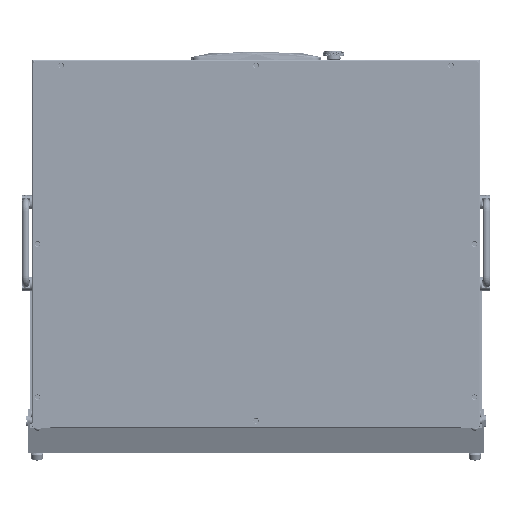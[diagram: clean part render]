
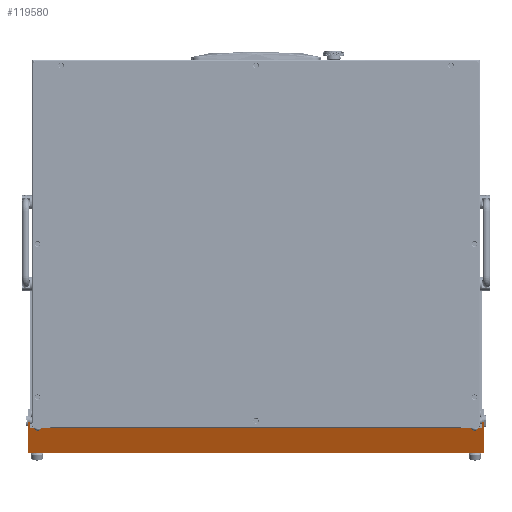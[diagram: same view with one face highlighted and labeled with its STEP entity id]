
A CAD part, front view. The second image highlights one B-rep face of the part: STEP entity #119580.
In plain terms, the highlighted face is planar.
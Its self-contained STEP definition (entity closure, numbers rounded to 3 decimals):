
#556 = DIRECTION ( 'NONE',  ( -1., 0., 0. ) ) ;
#10142 = VECTOR ( 'NONE', #138447, 1000. ) ;
#18339 = ORIENTED_EDGE ( 'NONE', *, *, #187890, .F. ) ;
#19327 = CARTESIAN_POINT ( 'NONE',  ( 279.5, -8., -228. ) ) ;
#22999 = VECTOR ( 'NONE', #188490, 1000. ) ;
#24812 = DIRECTION ( 'NONE',  ( 0., -1., 0. ) ) ;
#26747 = EDGE_CURVE ( 'NONE', #28448, #53996, #39333, .T. ) ;
#28448 = VERTEX_POINT ( 'NONE', #162375 ) ;
#29514 = VECTOR ( 'NONE', #73115, 1000. ) ;
#36145 = VECTOR ( 'NONE', #232263, 1000. ) ;
#36176 = DIRECTION ( 'NONE',  ( 0., 1., 0. ) ) ;
#39333 = LINE ( 'NONE', #19327, #162064 ) ;
#41319 = LINE ( 'NONE', #131770, #128699 ) ;
#45573 = VERTEX_POINT ( 'NONE', #180395 ) ;
#49588 = VECTOR ( 'NONE', #110345, 1000. ) ;
#51495 = CARTESIAN_POINT ( 'NONE',  ( 279.5, -8., -228. ) ) ;
#52764 = VERTEX_POINT ( 'NONE', #120468 ) ;
#53996 = VERTEX_POINT ( 'NONE', #200206 ) ;
#58508 = VERTEX_POINT ( 'NONE', #80466 ) ;
#62240 = EDGE_CURVE ( 'NONE', #52764, #177998, #41319, .T. ) ;
#73115 = DIRECTION ( 'NONE',  ( 1., 0., 0. ) ) ;
#80466 = CARTESIAN_POINT ( 'NONE',  ( -279.5, 33., -228. ) ) ;
#84840 = EDGE_CURVE ( 'NONE', #28448, #45573, #124320, .T. ) ;
#100491 = ORIENTED_EDGE ( 'NONE', *, *, #154185, .F. ) ;
#103171 = ORIENTED_EDGE ( 'NONE', *, *, #198903, .T. ) ;
#106450 = EDGE_CURVE ( 'NONE', #222942, #177998, #198781, .T. ) ;
#106671 = CARTESIAN_POINT ( 'NONE',  ( 277.5, -8., -228. ) ) ;
#110345 = DIRECTION ( 'NONE',  ( 0., -1., 0. ) ) ;
#111715 = ORIENTED_EDGE ( 'NONE', *, *, #26747, .T. ) ;
#119580 = ADVANCED_FACE ( 'NONE', ( #203701 ), #162926, .F. ) ;
#120468 = CARTESIAN_POINT ( 'NONE',  ( -277.5, 0., -228. ) ) ;
#123285 = VERTEX_POINT ( 'NONE', #167539 ) ;
#123492 = ORIENTED_EDGE ( 'NONE', *, *, #106450, .F. ) ;
#124320 = LINE ( 'NONE', #51495, #36145 ) ;
#128699 = VECTOR ( 'NONE', #24812, 1000. ) ;
#131770 = CARTESIAN_POINT ( 'NONE',  ( -277.5, 33., -228. ) ) ;
#135657 = CARTESIAN_POINT ( 'NONE',  ( -277.5, 0., -228. ) ) ;
#138447 = DIRECTION ( 'NONE',  ( -1., 0., 0. ) ) ;
#144375 = ORIENTED_EDGE ( 'NONE', *, *, #84840, .F. ) ;
#145346 = CARTESIAN_POINT ( 'NONE',  ( -277.5, 33., -228. ) ) ;
#149315 = EDGE_CURVE ( 'NONE', #53996, #123285, #215839, .T. ) ;
#154185 = EDGE_CURVE ( 'NONE', #45573, #58508, #212338, .T. ) ;
#155898 = AXIS2_PLACEMENT_3D ( 'NONE', #145346, #160623, #232214 ) ;
#158357 = CARTESIAN_POINT ( 'NONE',  ( -277.5, 33., -228. ) ) ;
#160623 = DIRECTION ( 'NONE',  ( 0., 0., 1. ) ) ;
#161472 = CARTESIAN_POINT ( 'NONE',  ( -277.5, -8., -228. ) ) ;
#162064 = VECTOR ( 'NONE', #556, 1000. ) ;
#162375 = CARTESIAN_POINT ( 'NONE',  ( 279.5, -8., -228. ) ) ;
#162926 = PLANE ( 'NONE',  #155898 ) ;
#167539 = CARTESIAN_POINT ( 'NONE',  ( 277.5, 0., -228. ) ) ;
#170976 = ORIENTED_EDGE ( 'NONE', *, *, #62240, .T. ) ;
#177373 = EDGE_LOOP ( 'NONE', ( #103171, #170976, #123492, #18339, #100491, #144375, #111715, #222680 ) ) ;
#177998 = VERTEX_POINT ( 'NONE', #161472 ) ;
#180395 = CARTESIAN_POINT ( 'NONE',  ( 279.5, 33., -228. ) ) ;
#181941 = CARTESIAN_POINT ( 'NONE',  ( -279.5, 33., -228. ) ) ;
#185421 = LINE ( 'NONE', #181941, #49588 ) ;
#187890 = EDGE_CURVE ( 'NONE', #58508, #222942, #185421, .T. ) ;
#188490 = DIRECTION ( 'NONE',  ( -1., 0., 0. ) ) ;
#198781 = LINE ( 'NONE', #231640, #29514 ) ;
#198903 = EDGE_CURVE ( 'NONE', #123285, #52764, #204949, .T. ) ;
#200206 = CARTESIAN_POINT ( 'NONE',  ( 277.5, -8., -228. ) ) ;
#203701 = FACE_OUTER_BOUND ( 'NONE', #177373, .T. ) ;
#204949 = LINE ( 'NONE', #135657, #22999 ) ;
#212338 = LINE ( 'NONE', #158357, #10142 ) ;
#215839 = LINE ( 'NONE', #106671, #215851 ) ;
#215851 = VECTOR ( 'NONE', #36176, 1000. ) ;
#222680 = ORIENTED_EDGE ( 'NONE', *, *, #149315, .T. ) ;
#222942 = VERTEX_POINT ( 'NONE', #223631 ) ;
#223631 = CARTESIAN_POINT ( 'NONE',  ( -279.5, -8., -228. ) ) ;
#231640 = CARTESIAN_POINT ( 'NONE',  ( -279.5, -8., -228. ) ) ;
#232214 = DIRECTION ( 'NONE',  ( 1., 0., 0. ) ) ;
#232263 = DIRECTION ( 'NONE',  ( 0., 1., 0. ) ) ;
